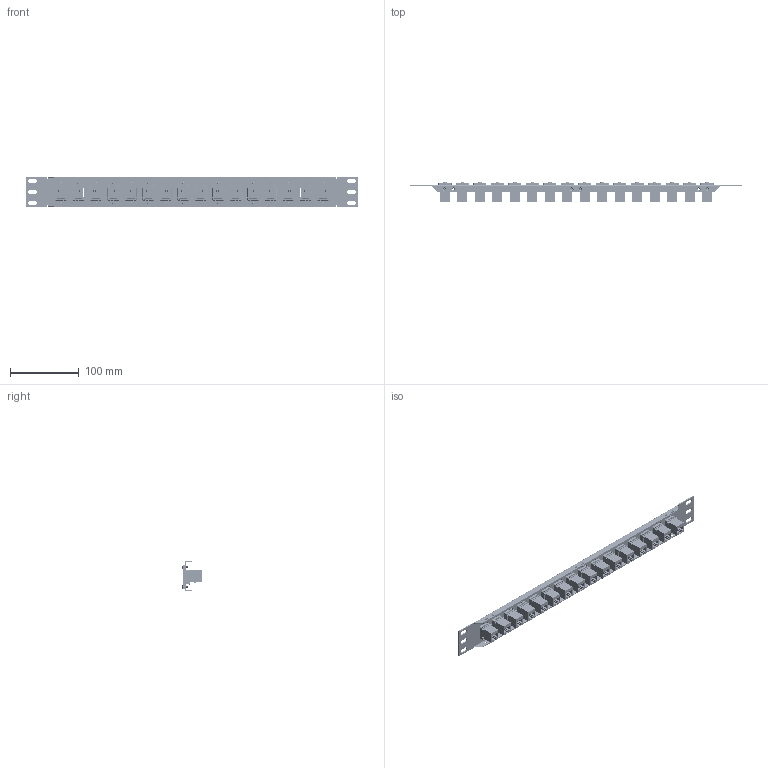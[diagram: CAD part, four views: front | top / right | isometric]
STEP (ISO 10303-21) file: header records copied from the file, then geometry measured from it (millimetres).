
FILE_DESCRIPTION (( 'STEP AP214' ), '1' );
FILE_NAME ('PR175F504B-C3.STEP', '2006-08-25T13:22:52', ( 'L-COM' ), ( 'L-COM' ), 'SwSTEP 2.0', 'SolidWorks 2006052', '' );
FILE_SCHEMA (( 'AUTOMOTIVE_DESIGN' ));
Length unit declared in the file: inch
Products named in the file (5): PR175F504B; ECF-SK; 91772A106_default; TDG1026KC3; PR175F504B-C3
Assembly tree (65 placements, depth 2):
  PR175F504B-C3
    91772A106_default  x32
    ECF-SK  x16
    TDG1026KC3  x16
    PR175F504B
Bounding box: 482.6 x 29.02 x 43.94 mm (x, y, z)
Volume: 128478.5 mm3; surface area: 144035.5 mm2
Topology: 65 solids, 65 shells, 8108 faces, 22361 edges, 14602 vertices
Faces by surface type: plane 4570, cylinder 1520, cone 1240, bspline 586, torus 128, sphere 64
Entity records: 83056 total; most frequent: CARTESIAN_POINT 25210, ORIENTED_EDGE 9612, DIRECTION 7790, EDGE_CURVE 4806, VECTOR 4014, LINE 4014, VERTEX_POINT 3258, AXIS2_PLACEMENT_3D 1888
